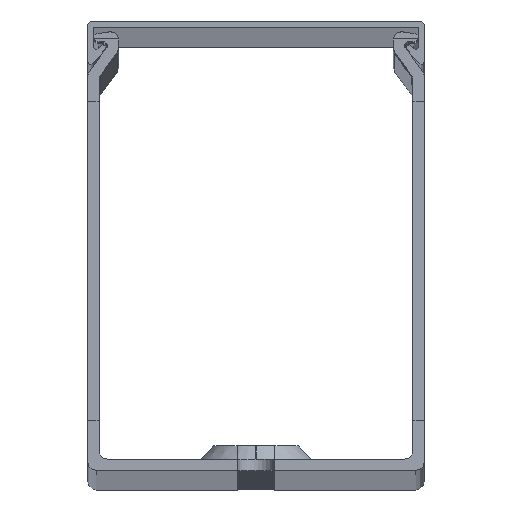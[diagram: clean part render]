
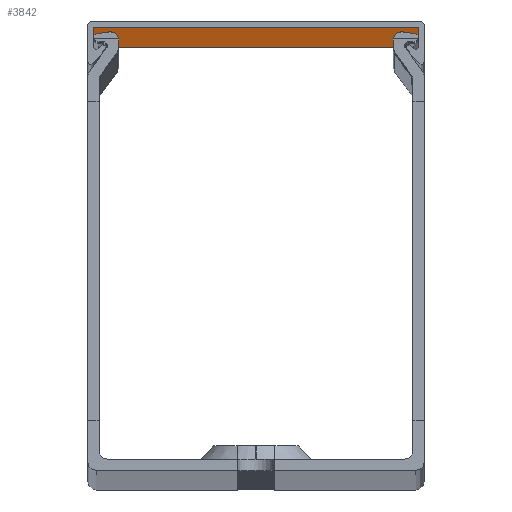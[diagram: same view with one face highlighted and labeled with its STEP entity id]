
A CAD part, top view. The second image highlights one B-rep face of the part: STEP entity #3842.
In plain terms, the highlighted planar face has unit normal (0, -1, 0).
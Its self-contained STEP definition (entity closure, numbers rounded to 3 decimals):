
#585 = VECTOR ( 'NONE', #3718, 1000. ) ;
#2823 = ORIENTED_EDGE ( 'NONE', *, *, #23798, .T. ) ;
#3718 = DIRECTION ( 'NONE',  ( 0., 0., -1. ) ) ;
#3842 = ADVANCED_FACE ( 'NONE', ( #4781 ), #12690, .F. ) ;
#4781 = FACE_OUTER_BOUND ( 'NONE', #32323, .T. ) ;
#7695 = DIRECTION ( 'NONE',  ( 0., 1., 0. ) ) ;
#9530 = EDGE_CURVE ( 'NONE', #15965, #11266, #27279, .T. ) ;
#9830 = VECTOR ( 'NONE', #15262, 1000. ) ;
#10113 = LINE ( 'NONE', #33860, #14750 ) ;
#11266 = VERTEX_POINT ( 'NONE', #16352 ) ;
#12097 = ORIENTED_EDGE ( 'NONE', *, *, #9530, .T. ) ;
#12690 = PLANE ( 'NONE',  #19156 ) ;
#13334 = CARTESIAN_POINT ( 'NONE',  ( -29., 79., 1000. ) ) ;
#14637 = CARTESIAN_POINT ( 'NONE',  ( 29., 79., 1000. ) ) ;
#14750 = VECTOR ( 'NONE', #31275, 1000. ) ;
#15262 = DIRECTION ( 'NONE',  ( 1., 0., 0. ) ) ;
#15965 = VERTEX_POINT ( 'NONE', #13334 ) ;
#16093 = ORIENTED_EDGE ( 'NONE', *, *, #24909, .F. ) ;
#16352 = CARTESIAN_POINT ( 'NONE',  ( -29., 79., -1000. ) ) ;
#16736 = ORIENTED_EDGE ( 'NONE', *, *, #33357, .T. ) ;
#19156 = AXIS2_PLACEMENT_3D ( 'NONE', #33515, #7695, #20412 ) ;
#20236 = LINE ( 'NONE', #28316, #28225 ) ;
#20412 = DIRECTION ( 'NONE',  ( 0., 0., 1. ) ) ;
#20620 = VERTEX_POINT ( 'NONE', #22448 ) ;
#22448 = CARTESIAN_POINT ( 'NONE',  ( 29., 79., -1000. ) ) ;
#23798 = EDGE_CURVE ( 'NONE', #11266, #20620, #27822, .T. ) ;
#24860 = CARTESIAN_POINT ( 'NONE',  ( -29., 79., 1060.585 ) ) ;
#24909 = EDGE_CURVE ( 'NONE', #32479, #20620, #10113, .T. ) ;
#27279 = LINE ( 'NONE', #24860, #585 ) ;
#27822 = LINE ( 'NONE', #28146, #9830 ) ;
#28146 = CARTESIAN_POINT ( 'NONE',  ( -29., 79., -1000. ) ) ;
#28225 = VECTOR ( 'NONE', #30568, 1000. ) ;
#28316 = CARTESIAN_POINT ( 'NONE',  ( -29., 79., 1000. ) ) ;
#30568 = DIRECTION ( 'NONE',  ( -1., 0., 0. ) ) ;
#31275 = DIRECTION ( 'NONE',  ( 0., 0., -1. ) ) ;
#32323 = EDGE_LOOP ( 'NONE', ( #16093, #16736, #12097, #2823 ) ) ;
#32479 = VERTEX_POINT ( 'NONE', #14637 ) ;
#33357 = EDGE_CURVE ( 'NONE', #32479, #15965, #20236, .T. ) ;
#33515 = CARTESIAN_POINT ( 'NONE',  ( -29., 79., 1060.585 ) ) ;
#33860 = CARTESIAN_POINT ( 'NONE',  ( 29., 79., 1060.585 ) ) ;
